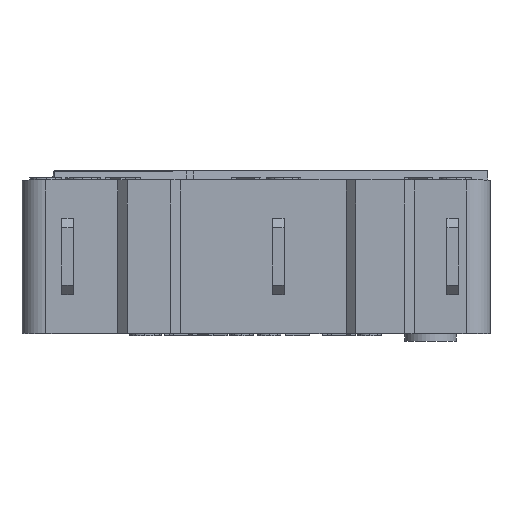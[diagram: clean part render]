
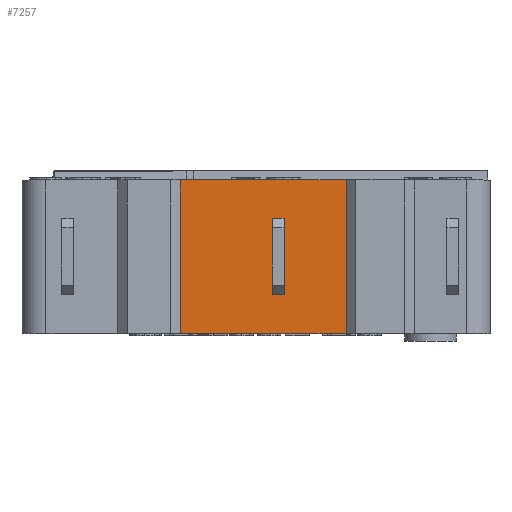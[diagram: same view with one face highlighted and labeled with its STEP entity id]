
A CAD part, top view. The second image highlights one B-rep face of the part: STEP entity #7257.
In plain terms, the highlighted planar face has unit normal (0, 0, 1).
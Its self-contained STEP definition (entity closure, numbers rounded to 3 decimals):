
#803=PLANE('',#7553);
#1183=FACE_OUTER_BOUND('',#1612,.T.);
#1612=EDGE_LOOP('',(#6657,#6658,#6659,#6660));
#1892=LINE('',#10512,#2519);
#2145=LINE('',#12954,#2772);
#2229=LINE('',#13987,#2856);
#2230=LINE('',#13989,#2857);
#2519=VECTOR('',#8034,10.);
#2772=VECTOR('',#8421,10.);
#2856=VECTOR('',#8585,10.);
#2857=VECTOR('',#8588,10.);
#3217=VERTEX_POINT('',#10509);
#3218=VERTEX_POINT('',#10511);
#3519=VERTEX_POINT('',#12951);
#3520=VERTEX_POINT('',#12953);
#4039=EDGE_CURVE('',#3218,#3217,#1892,.T.);
#4481=EDGE_CURVE('',#3519,#3520,#2145,.T.);
#4656=EDGE_CURVE('',#3217,#3520,#2229,.T.);
#4657=EDGE_CURVE('',#3218,#3519,#2230,.T.);
#6657=ORIENTED_EDGE('',*,*,#4039,.T.);
#6658=ORIENTED_EDGE('',*,*,#4656,.T.);
#6659=ORIENTED_EDGE('',*,*,#4481,.F.);
#6660=ORIENTED_EDGE('',*,*,#4657,.F.);
#7257=ADVANCED_FACE('',(#1183),#803,.T.);
#7553=AXIS2_PLACEMENT_3D('',#13988,#8586,#8587);
#8034=DIRECTION('',(1.,0.,0.));
#8421=DIRECTION('',(1.,0.,0.));
#8585=DIRECTION('',(0.,1.,0.));
#8586=DIRECTION('center_axis',(0.,0.,1.));
#8587=DIRECTION('ref_axis',(1.,0.,0.));
#8588=DIRECTION('',(0.,1.,0.));
#10509=CARTESIAN_POINT('',(13.54,0.,-0.4));
#10511=CARTESIAN_POINT('',(6.614,0.,-0.4));
#10512=CARTESIAN_POINT('',(6.614,0.,-0.4));
#12951=CARTESIAN_POINT('',(6.614,6.4,-0.4));
#12953=CARTESIAN_POINT('',(13.54,6.4,-0.4));
#12954=CARTESIAN_POINT('',(6.614,6.4,-0.4));
#13987=CARTESIAN_POINT('',(13.54,0.,-0.4));
#13988=CARTESIAN_POINT('Origin',(6.614,0.,-0.4));
#13989=CARTESIAN_POINT('',(6.614,0.,-0.4));
